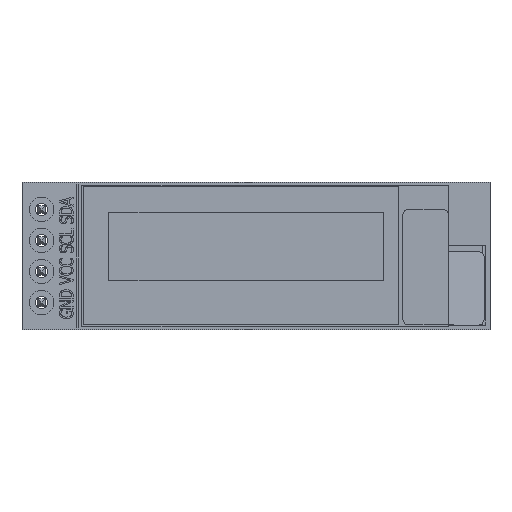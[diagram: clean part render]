
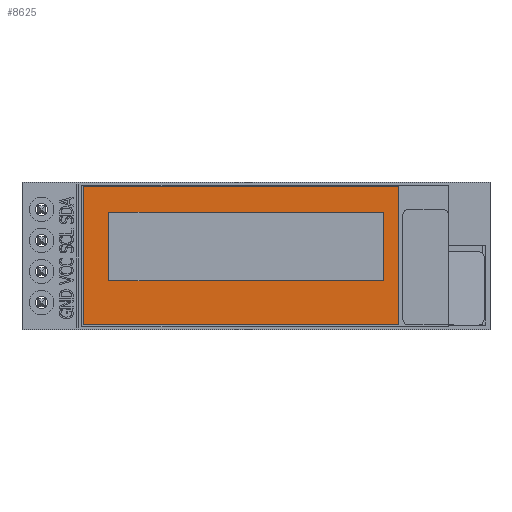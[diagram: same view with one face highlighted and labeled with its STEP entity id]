
A CAD part, top view. The second image highlights one B-rep face of the part: STEP entity #8625.
In plain terms, the highlighted planar face has unit normal (0, 0, 1).
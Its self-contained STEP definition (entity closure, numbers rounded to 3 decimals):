
#462=FACE_BOUND('',#1574,.T.);
#1058=FACE_OUTER_BOUND('',#1573,.T.);
#1573=EDGE_LOOP('',(#6989,#6990,#6991,#6992));
#1574=EDGE_LOOP('',(#6993,#6994,#6995,#6996));
#1806=LINE('',#11294,#2705);
#1810=LINE('',#11302,#2709);
#1813=LINE('',#11308,#2712);
#1816=LINE('',#11313,#2715);
#2245=LINE('',#14178,#3144);
#2248=LINE('',#14184,#3147);
#2251=LINE('',#14190,#3150);
#2254=LINE('',#14194,#3153);
#2705=VECTOR('',#9414,10.);
#2709=VECTOR('',#9420,10.);
#2712=VECTOR('',#9425,10.);
#2715=VECTOR('',#9430,10.);
#3144=VECTOR('',#10235,11.3);
#3147=VECTOR('',#10240,25.8);
#3150=VECTOR('',#10245,11.3);
#3153=VECTOR('',#10250,25.8);
#3604=VERTEX_POINT('',#11292);
#3605=VERTEX_POINT('',#11293);
#3608=VERTEX_POINT('',#11301);
#3610=VERTEX_POINT('',#11307);
#4080=VERTEX_POINT('',#14175);
#4081=VERTEX_POINT('',#14177);
#4083=VERTEX_POINT('',#14183);
#4085=VERTEX_POINT('',#14189);
#4398=EDGE_CURVE('',#3604,#3605,#1806,.T.);
#4402=EDGE_CURVE('',#3608,#3604,#1810,.T.);
#4405=EDGE_CURVE('',#3610,#3608,#1813,.T.);
#4408=EDGE_CURVE('',#3605,#3610,#1816,.T.);
#5103=EDGE_CURVE('',#4081,#4080,#2245,.T.);
#5106=EDGE_CURVE('',#4083,#4081,#2248,.T.);
#5109=EDGE_CURVE('',#4085,#4083,#2251,.T.);
#5112=EDGE_CURVE('',#4080,#4085,#2254,.T.);
#6989=ORIENTED_EDGE('',*,*,#5112,.T.);
#6990=ORIENTED_EDGE('',*,*,#5109,.T.);
#6991=ORIENTED_EDGE('',*,*,#5106,.T.);
#6992=ORIENTED_EDGE('',*,*,#5103,.T.);
#6993=ORIENTED_EDGE('',*,*,#4398,.T.);
#6994=ORIENTED_EDGE('',*,*,#4408,.T.);
#6995=ORIENTED_EDGE('',*,*,#4405,.T.);
#6996=ORIENTED_EDGE('',*,*,#4402,.T.);
#8167=PLANE('',#9114);
#8625=ADVANCED_FACE('',(#1058,#462),#8167,.T.);
#9114=AXIS2_PLACEMENT_3D('',#14195,#10251,#10252);
#9414=DIRECTION('',(0.,1.,0.));
#9420=DIRECTION('',(-1.,0.,0.));
#9425=DIRECTION('',(0.,-1.,0.));
#9430=DIRECTION('',(1.,0.,0.));
#10235=DIRECTION('',(0.,1.,0.));
#10240=DIRECTION('',(1.,0.,0.));
#10245=DIRECTION('',(0.,-1.,0.));
#10250=DIRECTION('',(-1.,0.,0.));
#10251=DIRECTION('center_axis',(0.,0.,1.));
#10252=DIRECTION('ref_axis',(1.,0.,0.));
#11292=CARTESIAN_POINT('',(-12.036,-2.019,2.51));
#11293=CARTESIAN_POINT('',(-12.036,3.569,2.51));
#11294=CARTESIAN_POINT('',(-12.036,-1.01,2.51));
#11301=CARTESIAN_POINT('',(10.443,-2.019,2.51));
#11302=CARTESIAN_POINT('',(4.622,-2.019,2.51));
#11307=CARTESIAN_POINT('',(10.443,3.569,2.51));
#11308=CARTESIAN_POINT('',(10.443,1.784,2.51));
#11313=CARTESIAN_POINT('',(-6.618,3.569,2.51));
#14175=CARTESIAN_POINT('',(11.7,5.65,2.51));
#14177=CARTESIAN_POINT('',(11.7,-5.65,2.51));
#14178=CARTESIAN_POINT('',(11.7,5.65,2.51));
#14183=CARTESIAN_POINT('',(-14.1,-5.65,2.51));
#14184=CARTESIAN_POINT('',(11.7,-5.65,2.51));
#14189=CARTESIAN_POINT('',(-14.1,5.65,2.51));
#14190=CARTESIAN_POINT('',(-14.1,-5.65,2.51));
#14194=CARTESIAN_POINT('',(-14.1,5.65,2.51));
#14195=CARTESIAN_POINT('Origin',(-1.2,0.,2.51));
